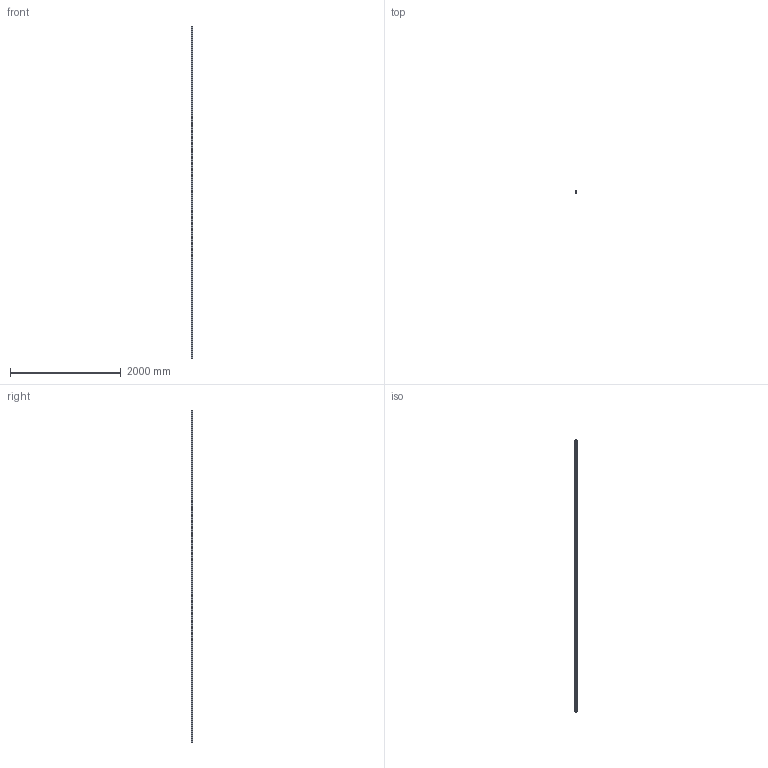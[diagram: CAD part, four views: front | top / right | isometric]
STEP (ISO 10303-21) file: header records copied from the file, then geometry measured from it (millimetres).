
FILE_DESCRIPTION (( 'STEP AP203' ), '1' );
FILE_NAME ('60368-GU-6M.step', '2022-07-21T09:41:07', ( '' ), ( '' ), 'SwSTEP 2.0', 'SolidWorks 2018', '' );
FILE_SCHEMA (( 'CONFIG_CONTROL_DESIGN' ));
Length unit declared in the file: millimetre
Products named in the file (1): 60368-GU-6M
Bounding box: 34.96 x 31.95 x 6000 mm (x, y, z)
Volume: 857565.3 mm3; surface area: 1223947 mm2
Topology: 1 solids, 1 shells, 355 faces, 972 edges, 648 vertices
Faces by surface type: plane 194, bspline 151, cylinder 10
Entity records: 18645 total; most frequent: CARTESIAN_POINT 10575, ORIENTED_EDGE 1944, DIRECTION 1100, EDGE_CURVE 972, VECTOR 650, LINE 650, VERTEX_POINT 648, EDGE_LOOP 384
